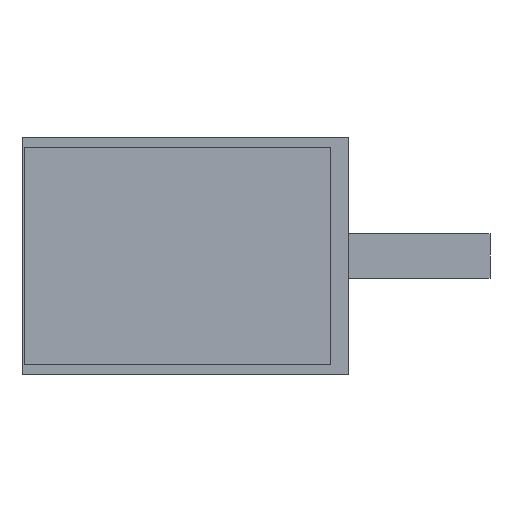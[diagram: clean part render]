
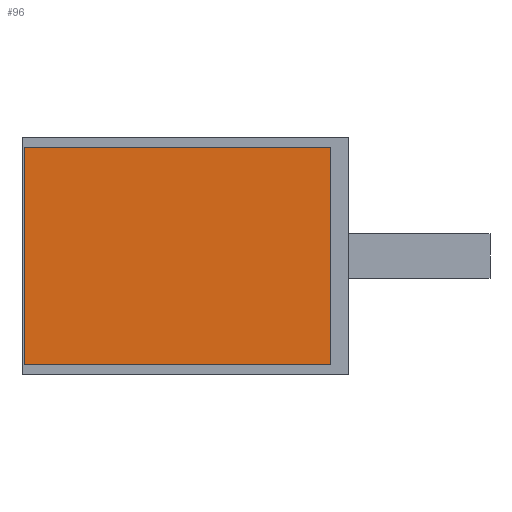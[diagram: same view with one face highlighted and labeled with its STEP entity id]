
A CAD part, top view. The second image highlights one B-rep face of the part: STEP entity #96.
In plain terms, the highlighted planar face has unit normal (0, 0, 1).
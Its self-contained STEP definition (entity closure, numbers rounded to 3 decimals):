
#3 = LINE ( 'NONE', #333, #70 ) ;
#13 = CARTESIAN_POINT ( 'NONE',  ( -22.8, 16.2, 0.91 ) ) ;
#33 = ORIENTED_EDGE ( 'NONE', *, *, #196, .F. ) ;
#49 = VERTEX_POINT ( 'NONE', #13 ) ;
#70 = VECTOR ( 'NONE', #549, 1000. ) ;
#73 = VERTEX_POINT ( 'NONE', #117 ) ;
#78 = CARTESIAN_POINT ( 'NONE',  ( -22.8, 0., 0.91 ) ) ;
#96 = ADVANCED_FACE ( 'NONE', ( #307 ), #526, .T. ) ;
#117 = CARTESIAN_POINT ( 'NONE',  ( 22.8, -16.2, 0.91 ) ) ;
#133 = LINE ( 'NONE', #78, #533 ) ;
#139 = ORIENTED_EDGE ( 'NONE', *, *, #553, .T. ) ;
#141 = EDGE_CURVE ( 'NONE', #489, #73, #494, .T. ) ;
#168 = CARTESIAN_POINT ( 'NONE',  ( 0., 0., 0.91 ) ) ;
#171 = CARTESIAN_POINT ( 'NONE',  ( 22.8, 16.2, 0.91 ) ) ;
#196 = EDGE_CURVE ( 'NONE', #73, #216, #318, .T. ) ;
#216 = VERTEX_POINT ( 'NONE', #430 ) ;
#222 = DIRECTION ( 'NONE',  ( 0., -1., 0. ) ) ;
#230 = CARTESIAN_POINT ( 'NONE',  ( 0., -16.2, 0.91 ) ) ;
#231 = ORIENTED_EDGE ( 'NONE', *, *, #434, .T. ) ;
#241 = DIRECTION ( 'NONE',  ( 0., -1., 0. ) ) ;
#261 = DIRECTION ( 'NONE',  ( 1., 0., 0. ) ) ;
#303 = VECTOR ( 'NONE', #591, 1000. ) ;
#307 = FACE_OUTER_BOUND ( 'NONE', #567, .T. ) ;
#318 = LINE ( 'NONE', #230, #303 ) ;
#331 = ORIENTED_EDGE ( 'NONE', *, *, #141, .F. ) ;
#333 = CARTESIAN_POINT ( 'NONE',  ( 0., 16.2, 0.91 ) ) ;
#387 = CARTESIAN_POINT ( 'NONE',  ( 22.8, 0., 0.91 ) ) ;
#394 = VECTOR ( 'NONE', #222, 1000. ) ;
#430 = CARTESIAN_POINT ( 'NONE',  ( -22.8, -16.2, 0.91 ) ) ;
#434 = EDGE_CURVE ( 'NONE', #489, #49, #3, .T. ) ;
#473 = DIRECTION ( 'NONE',  ( 0., 0., 1. ) ) ;
#489 = VERTEX_POINT ( 'NONE', #171 ) ;
#494 = LINE ( 'NONE', #387, #394 ) ;
#526 = PLANE ( 'NONE',  #570 ) ;
#533 = VECTOR ( 'NONE', #241, 1000. ) ;
#549 = DIRECTION ( 'NONE',  ( -1., 0., 0. ) ) ;
#553 = EDGE_CURVE ( 'NONE', #49, #216, #133, .T. ) ;
#567 = EDGE_LOOP ( 'NONE', ( #231, #139, #33, #331 ) ) ;
#570 = AXIS2_PLACEMENT_3D ( 'NONE', #168, #473, #261 ) ;
#591 = DIRECTION ( 'NONE',  ( -1., 0., 0. ) ) ;
